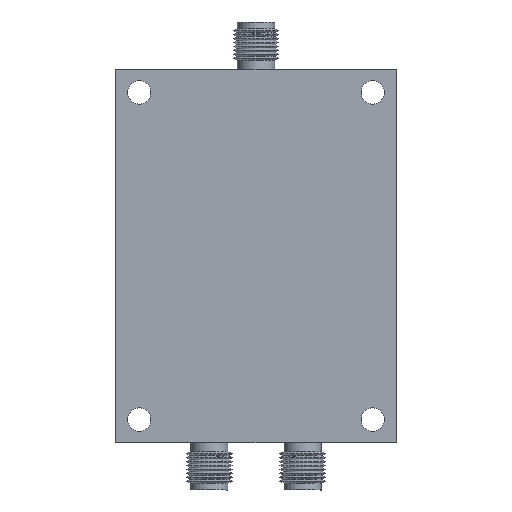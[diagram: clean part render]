
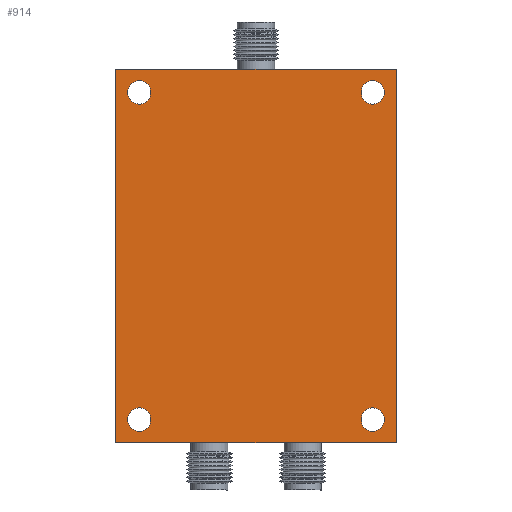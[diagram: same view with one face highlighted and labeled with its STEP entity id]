
A CAD part, front view. The second image highlights one B-rep face of the part: STEP entity #914.
In plain terms, the highlighted planar face has unit normal (0, -1, 0).
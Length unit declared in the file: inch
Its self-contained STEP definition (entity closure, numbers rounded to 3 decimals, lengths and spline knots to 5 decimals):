
#474 = VERTEX_POINT ( 'NONE', #2642 ) ;
#829 = AXIS2_PLACEMENT_3D ( 'NONE', #10083, #9909, #23648 ) ;
#850 = VECTOR ( 'NONE', #15802, 39.37008 ) ;
#914 = ADVANCED_FACE ( 'NONE', ( #26827, #29642, #13102, #10794, #15787 ), #12749, .T. ) ;
#974 = DIRECTION ( 'NONE',  ( 0., 1., 0. ) ) ;
#1046 = CARTESIAN_POINT ( 'NONE',  ( -3.25864, -0.20057, 4.74116 ) ) ;
#1229 = AXIS2_PLACEMENT_3D ( 'NONE', #4591, #15098, #31626 ) ;
#1362 = ORIENTED_EDGE ( 'NONE', *, *, #30025, .F. ) ;
#2138 = DIRECTION ( 'NONE',  ( 0., 0., 1. ) ) ;
#2234 = CARTESIAN_POINT ( 'NONE',  ( -4.75864, -0.20057, 2.74116 ) ) ;
#2642 = CARTESIAN_POINT ( 'NONE',  ( -3.38364, -0.20057, 2.80366 ) ) ;
#2941 = EDGE_CURVE ( 'NONE', #14368, #27881, #29606, .T. ) ;
#3220 = ORIENTED_EDGE ( 'NONE', *, *, #3362, .T. ) ;
#3285 = DIRECTION ( 'NONE',  ( 0., 0., 1. ) ) ;
#3298 = LINE ( 'NONE', #27500, #32067 ) ;
#3362 = EDGE_CURVE ( 'NONE', #474, #11288, #6700, .T. ) ;
#4101 = CARTESIAN_POINT ( 'NONE',  ( -4.63364, -0.20057, 4.67866 ) ) ;
#4539 = CIRCLE ( 'NONE', #17624, 0.0625 ) ;
#4591 = CARTESIAN_POINT ( 'NONE',  ( -4.63364, -0.20057, 4.61616 ) ) ;
#4925 = DIRECTION ( 'NONE',  ( 0., 1., 0. ) ) ;
#5073 = DIRECTION ( 'NONE',  ( -1., 0., 0. ) ) ;
#5140 = DIRECTION ( 'NONE',  ( 0., 0., 1. ) ) ;
#5211 = EDGE_CURVE ( 'NONE', #8220, #19112, #15326, .T. ) ;
#5413 = VERTEX_POINT ( 'NONE', #34370 ) ;
#5796 = CARTESIAN_POINT ( 'NONE',  ( -4.75864, -0.20057, 4.74116 ) ) ;
#5822 = ORIENTED_EDGE ( 'NONE', *, *, #24842, .T. ) ;
#5906 = CARTESIAN_POINT ( 'NONE',  ( -4.63364, -0.20057, 4.55366 ) ) ;
#6261 = ORIENTED_EDGE ( 'NONE', *, *, #25934, .T. ) ;
#6700 = CIRCLE ( 'NONE', #12362, 0.0625 ) ;
#7306 = CARTESIAN_POINT ( 'NONE',  ( -4.63364, -0.20057, 2.80366 ) ) ;
#7983 = EDGE_LOOP ( 'NONE', ( #23219, #5822 ) ) ;
#8010 = DIRECTION ( 'NONE',  ( 0., 0., 1. ) ) ;
#8085 = CARTESIAN_POINT ( 'NONE',  ( -3.38364, -0.20057, 2.86616 ) ) ;
#8220 = VERTEX_POINT ( 'NONE', #12313 ) ;
#9002 = DIRECTION ( 'NONE',  ( 1., 0., 0. ) ) ;
#9909 = DIRECTION ( 'NONE',  ( 0., 1., 0. ) ) ;
#10083 = CARTESIAN_POINT ( 'NONE',  ( -4.63364, -0.20057, 4.61616 ) ) ;
#10133 = EDGE_CURVE ( 'NONE', #27881, #5413, #11129, .T. ) ;
#10461 = CARTESIAN_POINT ( 'NONE',  ( -3.25864, -0.20057, 4.74116 ) ) ;
#10481 = CARTESIAN_POINT ( 'NONE',  ( -3.38364, -0.20057, 2.86616 ) ) ;
#10794 = FACE_BOUND ( 'NONE', #29363, .T. ) ;
#11129 = LINE ( 'NONE', #5796, #13648 ) ;
#11288 = VERTEX_POINT ( 'NONE', #32658 ) ;
#11448 = DIRECTION ( 'NONE',  ( 0., 0., 1. ) ) ;
#12313 = CARTESIAN_POINT ( 'NONE',  ( -4.63364, -0.20057, 2.92866 ) ) ;
#12362 = AXIS2_PLACEMENT_3D ( 'NONE', #8085, #15564, #21275 ) ;
#12749 = PLANE ( 'NONE',  #31801 ) ;
#12968 = CARTESIAN_POINT ( 'NONE',  ( -3.38364, -0.20057, 4.67866 ) ) ;
#13102 = FACE_OUTER_BOUND ( 'NONE', #35003, .T. ) ;
#13648 = VECTOR ( 'NONE', #3285, 39.37008 ) ;
#14368 = VERTEX_POINT ( 'NONE', #33121 ) ;
#15098 = DIRECTION ( 'NONE',  ( 0., 1., 0. ) ) ;
#15326 = CIRCLE ( 'NONE', #19323, 0.0625 ) ;
#15564 = DIRECTION ( 'NONE',  ( 0., 1., 0. ) ) ;
#15597 = VECTOR ( 'NONE', #5073, 39.37008 ) ;
#15784 = DIRECTION ( 'NONE',  ( 0., 0., 1. ) ) ;
#15787 = FACE_BOUND ( 'NONE', #31608, .T. ) ;
#15802 = DIRECTION ( 'NONE',  ( 0., 0., -1. ) ) ;
#16158 = CIRCLE ( 'NONE', #829, 0.0625 ) ;
#17155 = AXIS2_PLACEMENT_3D ( 'NONE', #17691, #974, #11448 ) ;
#17624 = AXIS2_PLACEMENT_3D ( 'NONE', #23694, #23357, #2138 ) ;
#17691 = CARTESIAN_POINT ( 'NONE',  ( -3.38364, -0.20057, 4.61616 ) ) ;
#17728 = CIRCLE ( 'NONE', #22314, 0.0625 ) ;
#17730 = ORIENTED_EDGE ( 'NONE', *, *, #10133, .F. ) ;
#18023 = EDGE_LOOP ( 'NONE', ( #30203, #18461 ) ) ;
#18461 = ORIENTED_EDGE ( 'NONE', *, *, #27578, .T. ) ;
#18837 = VERTEX_POINT ( 'NONE', #5906 ) ;
#19035 = DIRECTION ( 'NONE',  ( 0., 1., 0. ) ) ;
#19112 = VERTEX_POINT ( 'NONE', #7306 ) ;
#19323 = AXIS2_PLACEMENT_3D ( 'NONE', #29274, #4925, #15784 ) ;
#19379 = ORIENTED_EDGE ( 'NONE', *, *, #2941, .F. ) ;
#19750 = AXIS2_PLACEMENT_3D ( 'NONE', #10481, #19035, #5140 ) ;
#21151 = DIRECTION ( 'NONE',  ( 0., 0., -1. ) ) ;
#21176 = CIRCLE ( 'NONE', #17155, 0.0625 ) ;
#21275 = DIRECTION ( 'NONE',  ( 0., 0., 1. ) ) ;
#21362 = VERTEX_POINT ( 'NONE', #33151 ) ;
#21503 = VERTEX_POINT ( 'NONE', #12968 ) ;
#21883 = VERTEX_POINT ( 'NONE', #1046 ) ;
#21934 = EDGE_CURVE ( 'NONE', #31797, #18837, #27880, .T. ) ;
#22314 = AXIS2_PLACEMENT_3D ( 'NONE', #27041, #32354, #8010 ) ;
#22618 = CIRCLE ( 'NONE', #19750, 0.0625 ) ;
#23219 = ORIENTED_EDGE ( 'NONE', *, *, #21934, .T. ) ;
#23357 = DIRECTION ( 'NONE',  ( 0., 1., 0. ) ) ;
#23648 = DIRECTION ( 'NONE',  ( 0., 0., 1. ) ) ;
#23694 = CARTESIAN_POINT ( 'NONE',  ( -3.38364, -0.20057, 4.61616 ) ) ;
#24171 = EDGE_CURVE ( 'NONE', #5413, #21883, #3298, .T. ) ;
#24174 = CARTESIAN_POINT ( 'NONE',  ( -4.75864, -0.20057, 4.74116 ) ) ;
#24842 = EDGE_CURVE ( 'NONE', #18837, #31797, #16158, .T. ) ;
#25599 = ORIENTED_EDGE ( 'NONE', *, *, #24171, .F. ) ;
#25934 = EDGE_CURVE ( 'NONE', #21503, #21362, #4539, .T. ) ;
#26142 = LINE ( 'NONE', #10461, #850 ) ;
#26827 = FACE_BOUND ( 'NONE', #18023, .T. ) ;
#27041 = CARTESIAN_POINT ( 'NONE',  ( -4.63364, -0.20057, 2.86616 ) ) ;
#27500 = CARTESIAN_POINT ( 'NONE',  ( -4.75864, -0.20057, 4.74116 ) ) ;
#27578 = EDGE_CURVE ( 'NONE', #19112, #8220, #17728, .T. ) ;
#27880 = CIRCLE ( 'NONE', #1229, 0.0625 ) ;
#27881 = VERTEX_POINT ( 'NONE', #34992 ) ;
#29004 = ORIENTED_EDGE ( 'NONE', *, *, #31916, .T. ) ;
#29274 = CARTESIAN_POINT ( 'NONE',  ( -4.63364, -0.20057, 2.86616 ) ) ;
#29363 = EDGE_LOOP ( 'NONE', ( #29004, #3220 ) ) ;
#29606 = LINE ( 'NONE', #2234, #15597 ) ;
#29642 = FACE_BOUND ( 'NONE', #7983, .T. ) ;
#30025 = EDGE_CURVE ( 'NONE', #21883, #14368, #26142, .T. ) ;
#30203 = ORIENTED_EDGE ( 'NONE', *, *, #5211, .T. ) ;
#31608 = EDGE_LOOP ( 'NONE', ( #6261, #32733 ) ) ;
#31626 = DIRECTION ( 'NONE',  ( 0., 0., 1. ) ) ;
#31797 = VERTEX_POINT ( 'NONE', #4101 ) ;
#31801 = AXIS2_PLACEMENT_3D ( 'NONE', #24174, #34990, #21151 ) ;
#31916 = EDGE_CURVE ( 'NONE', #11288, #474, #22618, .T. ) ;
#32067 = VECTOR ( 'NONE', #9002, 39.37008 ) ;
#32354 = DIRECTION ( 'NONE',  ( 0., 1., 0. ) ) ;
#32658 = CARTESIAN_POINT ( 'NONE',  ( -3.38364, -0.20057, 2.92866 ) ) ;
#32733 = ORIENTED_EDGE ( 'NONE', *, *, #33968, .T. ) ;
#33121 = CARTESIAN_POINT ( 'NONE',  ( -3.25864, -0.20057, 2.74116 ) ) ;
#33151 = CARTESIAN_POINT ( 'NONE',  ( -3.38364, -0.20057, 4.55366 ) ) ;
#33968 = EDGE_CURVE ( 'NONE', #21362, #21503, #21176, .T. ) ;
#34370 = CARTESIAN_POINT ( 'NONE',  ( -4.75864, -0.20057, 4.74116 ) ) ;
#34990 = DIRECTION ( 'NONE',  ( 0., -1., 0. ) ) ;
#34992 = CARTESIAN_POINT ( 'NONE',  ( -4.75864, -0.20057, 2.74116 ) ) ;
#35003 = EDGE_LOOP ( 'NONE', ( #17730, #19379, #1362, #25599 ) ) ;
